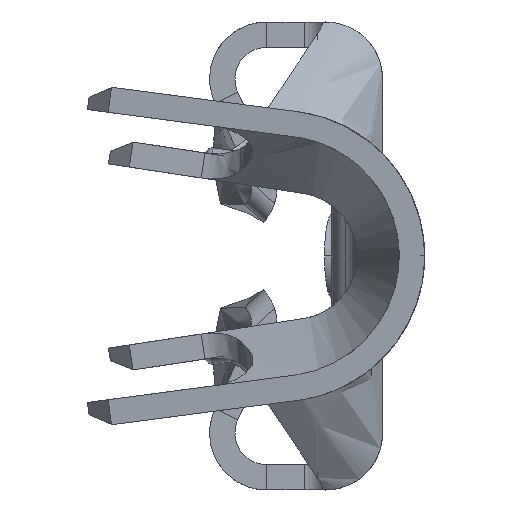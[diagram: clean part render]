
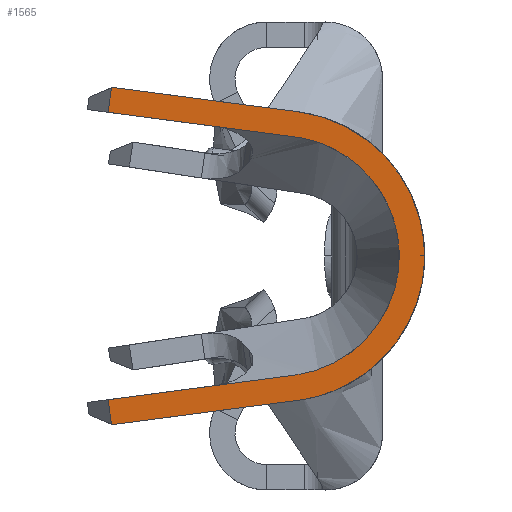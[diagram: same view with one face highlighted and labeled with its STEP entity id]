
A CAD part, left-side view. The second image highlights one B-rep face of the part: STEP entity #1565.
In plain terms, the highlighted planar face has unit normal (-0.996, 0.087, 0).
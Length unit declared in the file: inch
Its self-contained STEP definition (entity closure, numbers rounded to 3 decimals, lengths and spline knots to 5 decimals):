
#135 =( BOUNDED_CURVE ( )  B_SPLINE_CURVE ( 3, ( #4204, #11561, #11644, #6075 ),
 .UNSPECIFIED., .F., .T. ) 
 B_SPLINE_CURVE_WITH_KNOTS ( ( 4, 4 ),
 ( 4.84314, 7.72323 ),
 .UNSPECIFIED. ) 
 CURVE ( )  GEOMETRIC_REPRESENTATION_ITEM ( )  RATIONAL_B_SPLINE_CURVE ( ( 1., 0.42, 0.42, 1. ) ) 
 REPRESENTATION_ITEM ( '' )  );
#246 = VECTOR ( 'NONE', #5406, 39.37008 ) ;
#403 = CARTESIAN_POINT ( 'NONE',  ( -0.57495, 0.14003, -0.09841 ) ) ;
#542 = CARTESIAN_POINT ( 'NONE',  ( -0.57704, 0.11613, -0.08 ) ) ;
#626 = VERTEX_POINT ( 'NONE', #542 ) ;
#651 = CARTESIAN_POINT ( 'NONE',  ( -0.59416, -0.07959, -0.05426 ) ) ;
#843 = CARTESIAN_POINT ( 'NONE',  ( -0.58421, 0.03421, 0.06923 ) ) ;
#1320 = DIRECTION ( 'NONE',  ( 0.011, 0.13, -0.991 ) ) ;
#1372 = VECTOR ( 'NONE', #7802, 39.37008 ) ;
#1399 = VERTEX_POINT ( 'NONE', #3475 ) ;
#1507 = LINE ( 'NONE', #5421, #3988 ) ;
#1517 = VERTEX_POINT ( 'NONE', #4514 ) ;
#1522 = ORIENTED_EDGE ( 'NONE', *, *, #6758, .T. ) ;
#1565 = ADVANCED_FACE ( 'NONE', ( #5504 ), #5490, .F. ) ;
#1681 = VECTOR ( 'NONE', #1320, 39.37008 ) ;
#1694 = CARTESIAN_POINT ( 'NONE',  ( -0.58475, 0.028, 0.06841 ) ) ;
#1769 = VECTOR ( 'NONE', #7327, 39.37008 ) ;
#2055 = VERTEX_POINT ( 'NONE', #4116 ) ;
#2703 = LINE ( 'NONE', #6305, #246 ) ;
#3152 = EDGE_CURVE ( 'NONE', #626, #10552, #2703, .T. ) ;
#3156 = VECTOR ( 'NONE', #11917, 39.37008 ) ;
#3390 = ORIENTED_EDGE ( 'NONE', *, *, #11400, .F. ) ;
#3417 = EDGE_CURVE ( 'NONE', #1517, #2055, #10856, .T. ) ;
#3418 = CARTESIAN_POINT ( 'NONE',  ( -0.59416, -0.07959, 0.05426 ) ) ;
#3475 = CARTESIAN_POINT ( 'NONE',  ( -0.58461, 0.02957, 0.05651 ) ) ;
#3697 = EDGE_LOOP ( 'NONE', ( #11651, #1522, #3757, #7413, #11893, #8146, #3390, #7666, #9695, #6178 ) ) ;
#3728 = CARTESIAN_POINT ( 'NONE',  ( -0.577, 0.11659, -0.07981 ) ) ;
#3757 = ORIENTED_EDGE ( 'NONE', *, *, #3152, .F. ) ;
#3988 = VECTOR ( 'NONE', #7277, 39.37008 ) ;
#4007 = VECTOR ( 'NONE', #10353, 39.37008 ) ;
#4116 = CARTESIAN_POINT ( 'NONE',  ( -0.58461, 0.02957, -0.05651 ) ) ;
#4204 = CARTESIAN_POINT ( 'NONE',  ( -0.58461, 0.02957, -0.05651 ) ) ;
#4292 = CARTESIAN_POINT ( 'NONE',  ( -0.58407, 0.03577, 0.05733 ) ) ;
#4444 = EDGE_CURVE ( 'NONE', #7030, #626, #6336, .T. ) ;
#4449 = LINE ( 'NONE', #403, #1681 ) ;
#4514 = CARTESIAN_POINT ( 'NONE',  ( -0.57687, 0.11812, -0.06816 ) ) ;
#4779 = CARTESIAN_POINT ( 'NONE',  ( -0.57565, 0.13197, 0.07344 ) ) ;
#4884 = EDGE_CURVE ( 'NONE', #6679, #6931, #4449, .T. ) ;
#5176 = DIRECTION ( 'NONE',  ( 0.996, -0.087, 0. ) ) ;
#5406 = DIRECTION ( 'NONE',  ( 0.081, 0.921, 0.382 ) ) ;
#5421 = CARTESIAN_POINT ( 'NONE',  ( -0.57721, 0.11418, -0.09817 ) ) ;
#5490 = PLANE ( 'NONE',  #10230 ) ;
#5504 = FACE_OUTER_BOUND ( 'NONE', #3697, .T. ) ;
#6075 = CARTESIAN_POINT ( 'NONE',  ( -0.58461, 0.02957, 0.05651 ) ) ;
#6178 = ORIENTED_EDGE ( 'NONE', *, *, #7857, .F. ) ;
#6305 = CARTESIAN_POINT ( 'NONE',  ( -0.57565, 0.13197, -0.07344 ) ) ;
#6336 = LINE ( 'NONE', #6858, #1372 ) ;
#6392 = VERTEX_POINT ( 'NONE', #1694 ) ;
#6544 = CARTESIAN_POINT ( 'NONE',  ( -0.57687, 0.11812, 0.06816 ) ) ;
#6624 = LINE ( 'NONE', #4292, #11578 ) ;
#6679 = VERTEX_POINT ( 'NONE', #6773 ) ;
#6723 = LINE ( 'NONE', #843, #1769 ) ;
#6758 = EDGE_CURVE ( 'NONE', #1517, #10552, #1507, .T. ) ;
#6773 = CARTESIAN_POINT ( 'NONE',  ( -0.577, 0.11659, 0.07981 ) ) ;
#6858 = CARTESIAN_POINT ( 'NONE',  ( -0.58421, 0.03421, -0.06923 ) ) ;
#6931 = VERTEX_POINT ( 'NONE', #6544 ) ;
#7012 = CARTESIAN_POINT ( 'NONE',  ( -0.57704, 0.11613, 0.08 ) ) ;
#7030 = VERTEX_POINT ( 'NONE', #10621 ) ;
#7138 = CARTESIAN_POINT ( 'NONE',  ( -0.58475, 0.028, -0.06841 ) ) ;
#7277 = DIRECTION ( 'NONE',  ( -0.011, -0.13, -0.991 ) ) ;
#7327 = DIRECTION ( 'NONE',  ( -0.086, -0.988, -0.13 ) ) ;
#7413 = ORIENTED_EDGE ( 'NONE', *, *, #4444, .F. ) ;
#7666 = ORIENTED_EDGE ( 'NONE', *, *, #4884, .T. ) ;
#7802 = DIRECTION ( 'NONE',  ( 0.086, 0.988, -0.13 ) ) ;
#7857 = EDGE_CURVE ( 'NONE', #2055, #1399, #135, .T. ) ;
#8146 = ORIENTED_EDGE ( 'NONE', *, *, #8216, .F. ) ;
#8216 = EDGE_CURVE ( 'NONE', #10438, #6392, #6723, .T. ) ;
#9254 = LINE ( 'NONE', #4779, #4007 ) ;
#9695 = ORIENTED_EDGE ( 'NONE', *, *, #11058, .F. ) ;
#9760 =( BOUNDED_CURVE ( )  B_SPLINE_CURVE ( 3, ( #9931, #3418, #651, #7138 ),
 .UNSPECIFIED., .F., .T. ) 
 B_SPLINE_CURVE_WITH_KNOTS ( ( 4, 4 ),
 ( 4.84314, 7.72323 ),
 .UNSPECIFIED. ) 
 CURVE ( )  GEOMETRIC_REPRESENTATION_ITEM ( )  RATIONAL_B_SPLINE_CURVE ( ( 1., 0.42, 0.42, 1. ) ) 
 REPRESENTATION_ITEM ( '' )  );
#9826 = CARTESIAN_POINT ( 'NONE',  ( -0.576, 0.128, -0.1 ) ) ;
#9931 = CARTESIAN_POINT ( 'NONE',  ( -0.58475, 0.028, 0.06841 ) ) ;
#10230 = AXIS2_PLACEMENT_3D ( 'NONE', #9826, #5176, #11683 ) ;
#10353 = DIRECTION ( 'NONE',  ( -0.081, -0.921, 0.382 ) ) ;
#10438 = VERTEX_POINT ( 'NONE', #7012 ) ;
#10463 = EDGE_CURVE ( 'NONE', #6392, #7030, #9760, .T. ) ;
#10552 = VERTEX_POINT ( 'NONE', #3728 ) ;
#10621 = CARTESIAN_POINT ( 'NONE',  ( -0.58475, 0.028, -0.06841 ) ) ;
#10856 = LINE ( 'NONE', #11005, #3156 ) ;
#11005 = CARTESIAN_POINT ( 'NONE',  ( -0.58407, 0.03577, -0.05733 ) ) ;
#11058 = EDGE_CURVE ( 'NONE', #1399, #6931, #6624, .T. ) ;
#11400 = EDGE_CURVE ( 'NONE', #6679, #10438, #9254, .T. ) ;
#11561 = CARTESIAN_POINT ( 'NONE',  ( -0.59239, -0.05932, -0.04482 ) ) ;
#11578 = VECTOR ( 'NONE', #11739, 39.37008 ) ;
#11644 = CARTESIAN_POINT ( 'NONE',  ( -0.59239, -0.05932, 0.04482 ) ) ;
#11651 = ORIENTED_EDGE ( 'NONE', *, *, #3417, .F. ) ;
#11683 = DIRECTION ( 'NONE',  ( 0.087, 0.996, 0. ) ) ;
#11739 = DIRECTION ( 'NONE',  ( 0.086, 0.988, 0.13 ) ) ;
#11893 = ORIENTED_EDGE ( 'NONE', *, *, #10463, .F. ) ;
#11917 = DIRECTION ( 'NONE',  ( -0.086, -0.988, 0.13 ) ) ;
